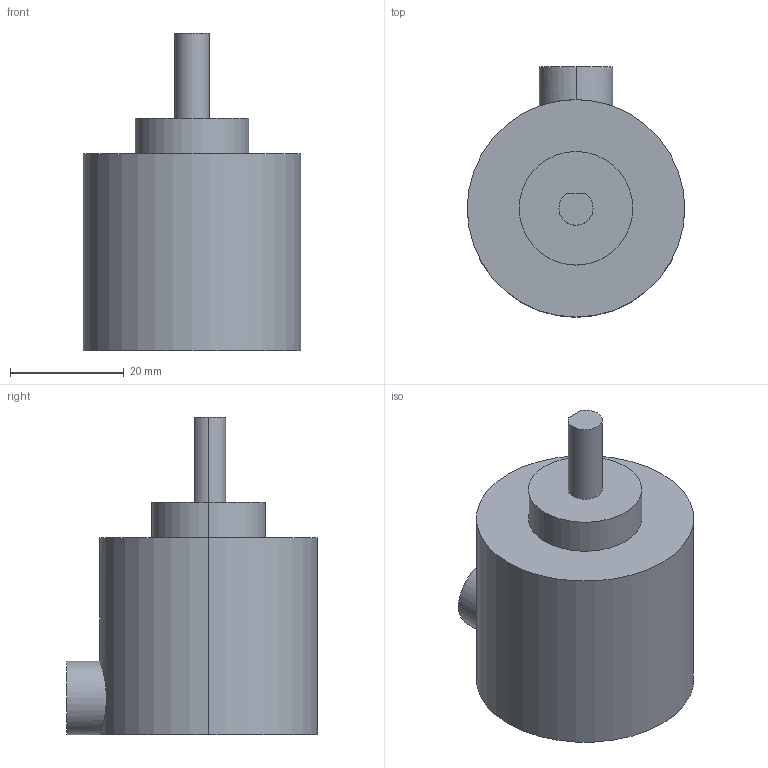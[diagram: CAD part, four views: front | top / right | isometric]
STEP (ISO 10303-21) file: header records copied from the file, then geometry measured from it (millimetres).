
FILE_DESCRIPTION (( 'STEP AP214' ), '1' );
FILE_NAME ('taiss encoder.STEP', '2025-05-02T03:52:26', ( '' ), ( '' ), 'SwSTEP 2.0', 'SolidWorks 2024', '' );
FILE_SCHEMA (( 'AUTOMOTIVE_DESIGN' ));
Length unit declared in the file: millimetre
Products named in the file (1): taiss encoder
Bounding box: 38.3 x 44.15 x 56 mm (x, y, z)
Volume: 43219.6 mm3; surface area: 7417.8 mm2
Topology: 1 solids, 1 shells, 15 faces, 31 edges, 20 vertices
Faces by surface type: cylinder 9, plane 6
Entity records: 515 total; most frequent: CARTESIAN_POINT 157, DIRECTION 78, ORIENTED_EDGE 62, AXIS2_PLACEMENT_3D 33, EDGE_CURVE 31, VERTEX_POINT 20, CIRCLE 17, EDGE_LOOP 17
